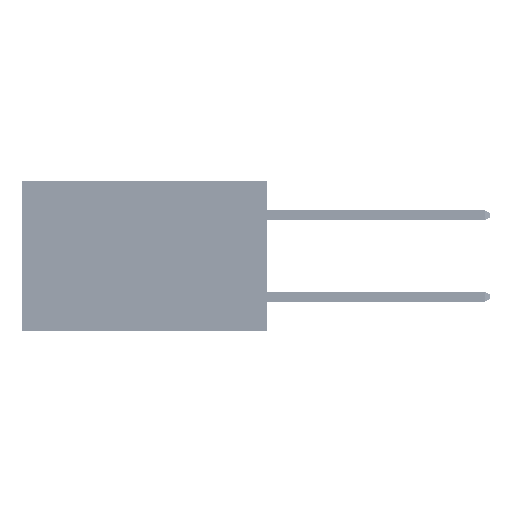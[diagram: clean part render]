
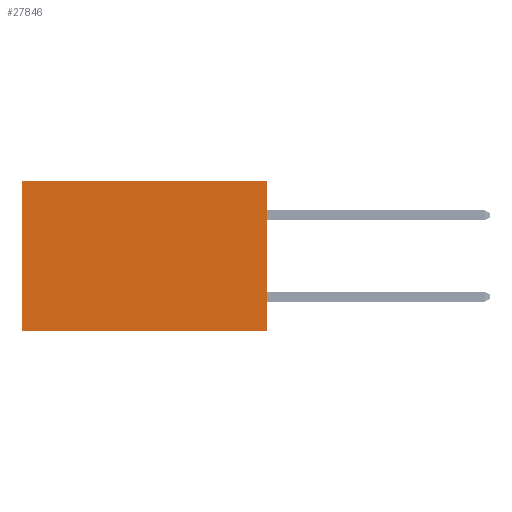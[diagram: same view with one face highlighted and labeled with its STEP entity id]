
A CAD part, left-side view. The second image highlights one B-rep face of the part: STEP entity #27846.
In plain terms, the highlighted planar face has unit normal (-1, 0, 0).
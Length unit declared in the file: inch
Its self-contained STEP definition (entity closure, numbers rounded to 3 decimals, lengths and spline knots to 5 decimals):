
#65 = DIRECTION ( 'NONE',  ( 0., 1., 0. ) ) ;
#2030 = AXIS2_PLACEMENT_3D ( 'NONE', #33387, #32877, #40585 ) ;
#2304 = EDGE_LOOP ( 'NONE', ( #17981, #41476, #15481, #8282 ) ) ;
#2404 = CARTESIAN_POINT ( 'NONE',  ( 0.2875, 0.6, 0. ) ) ;
#6012 = VERTEX_POINT ( 'NONE', #7268 ) ;
#6082 = CARTESIAN_POINT ( 'NONE',  ( 0.2875, 0., 0. ) ) ;
#7268 = CARTESIAN_POINT ( 'NONE',  ( 0.2875, 0., -0.37 ) ) ;
#7509 = VERTEX_POINT ( 'NONE', #8608 ) ;
#8282 = ORIENTED_EDGE ( 'NONE', *, *, #33458, .T. ) ;
#8608 = CARTESIAN_POINT ( 'NONE',  ( 0.2875, 0.6, 0. ) ) ;
#11454 = DIRECTION ( 'NONE',  ( 0., 0., -1. ) ) ;
#11595 = VECTOR ( 'NONE', #11454, 39.37008 ) ;
#12232 = EDGE_CURVE ( 'NONE', #14885, #6012, #25946, .T. ) ;
#13476 = DIRECTION ( 'NONE',  ( 0., 0., -1. ) ) ;
#13693 = VERTEX_POINT ( 'NONE', #39059 ) ;
#14885 = VERTEX_POINT ( 'NONE', #30743 ) ;
#15481 = ORIENTED_EDGE ( 'NONE', *, *, #12232, .F. ) ;
#17981 = ORIENTED_EDGE ( 'NONE', *, *, #39851, .T. ) ;
#23877 = VECTOR ( 'NONE', #13476, 39.37008 ) ;
#25289 = LINE ( 'NONE', #38946, #34326 ) ;
#25315 = PLANE ( 'NONE',  #2030 ) ;
#25446 = VECTOR ( 'NONE', #44108, 39.37008 ) ;
#25508 = EDGE_CURVE ( 'NONE', #6012, #13693, #25289, .T. ) ;
#25946 = LINE ( 'NONE', #36600, #11595 ) ;
#27846 = ADVANCED_FACE ( 'NONE', ( #48989 ), #25315, .F. ) ;
#30743 = CARTESIAN_POINT ( 'NONE',  ( 0.2875, 0., 0. ) ) ;
#32877 = DIRECTION ( 'NONE',  ( 1., 0., 0. ) ) ;
#33387 = CARTESIAN_POINT ( 'NONE',  ( 0.2875, 0., 0. ) ) ;
#33458 = EDGE_CURVE ( 'NONE', #14885, #7509, #41043, .T. ) ;
#34326 = VECTOR ( 'NONE', #65, 39.37008 ) ;
#36600 = CARTESIAN_POINT ( 'NONE',  ( 0.2875, 0., 0. ) ) ;
#38946 = CARTESIAN_POINT ( 'NONE',  ( 0.2875, 0., -0.37 ) ) ;
#39059 = CARTESIAN_POINT ( 'NONE',  ( 0.2875, 0.6, -0.37 ) ) ;
#39851 = EDGE_CURVE ( 'NONE', #7509, #13693, #47227, .T. ) ;
#40585 = DIRECTION ( 'NONE',  ( 0., 0., -1. ) ) ;
#41043 = LINE ( 'NONE', #6082, #25446 ) ;
#41476 = ORIENTED_EDGE ( 'NONE', *, *, #25508, .F. ) ;
#44108 = DIRECTION ( 'NONE',  ( 0., 1., 0. ) ) ;
#47227 = LINE ( 'NONE', #2404, #23877 ) ;
#48989 = FACE_OUTER_BOUND ( 'NONE', #2304, .T. ) ;
